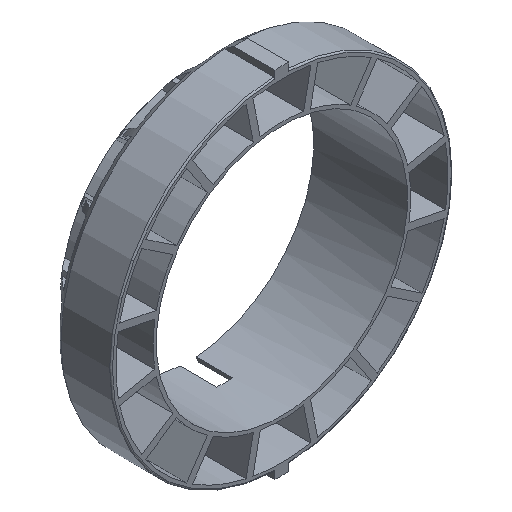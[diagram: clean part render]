
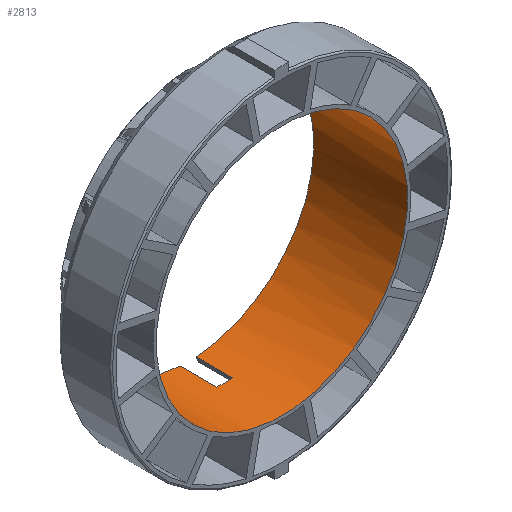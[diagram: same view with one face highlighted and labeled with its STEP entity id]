
A CAD part, isometric view. The second image highlights one B-rep face of the part: STEP entity #2813.
In plain terms, the highlighted cylindrical face has radius 27 mm (diameter 54 mm), a full revolution.
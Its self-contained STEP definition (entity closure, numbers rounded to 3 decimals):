
#267=LINE('',#4909,#484);
#268=LINE('',#4915,#485);
#271=LINE('',#4924,#488);
#276=LINE('',#4936,#493);
#283=LINE('',#4963,#500);
#484=VECTOR('',#3939,10.);
#485=VECTOR('',#3944,10.);
#488=VECTOR('',#3955,10.);
#493=VECTOR('',#3964,10.);
#500=VECTOR('',#4007,26.8);
#569=CYLINDRICAL_SURFACE('',#3166,27.);
#686=FACE_OUTER_BOUND('',#837,.T.);
#837=EDGE_LOOP('',(#2443,#2444,#2445,#2446,#2447,#2448,#2449,#2450,#2451,
#2452,#2453,#2454));
#892=CIRCLE('',#2887,27.);
#1031=CIRCLE('',#3058,27.);
#1032=CIRCLE('',#3059,27.);
#1080=CIRCLE('',#3146,27.);
#1082=CIRCLE('',#3151,27.);
#1088=CIRCLE('',#3167,27.);
#1126=VERTEX_POINT('',#4236);
#1313=VERTEX_POINT('',#4681);
#1314=VERTEX_POINT('',#4683);
#1315=VERTEX_POINT('',#4685);
#1381=VERTEX_POINT('',#4907);
#1382=VERTEX_POINT('',#4911);
#1384=VERTEX_POINT('',#4914);
#1386=VERTEX_POINT('',#4923);
#1389=VERTEX_POINT('',#4930);
#1391=VERTEX_POINT('',#4934);
#1424=EDGE_CURVE('',#1126,#1126,#892,.T.);
#1651=EDGE_CURVE('',#1314,#1313,#1031,.T.);
#1652=EDGE_CURVE('',#1315,#1314,#1032,.T.);
#1772=EDGE_CURVE('',#1313,#1381,#267,.F.);
#1774=EDGE_CURVE('',#1384,#1382,#268,.F.);
#1778=EDGE_CURVE('',#1381,#1384,#1080,.F.);
#1779=EDGE_CURVE('',#1386,#1315,#271,.F.);
#1785=EDGE_CURVE('',#1389,#1391,#276,.F.);
#1786=EDGE_CURVE('',#1391,#1386,#1082,.F.);
#1798=EDGE_CURVE('',#1382,#1389,#1088,.T.);
#1799=EDGE_CURVE('',#1314,#1126,#283,.T.);
#2443=ORIENTED_EDGE('',*,*,#1774,.T.);
#2444=ORIENTED_EDGE('',*,*,#1798,.T.);
#2445=ORIENTED_EDGE('',*,*,#1785,.T.);
#2446=ORIENTED_EDGE('',*,*,#1786,.T.);
#2447=ORIENTED_EDGE('',*,*,#1779,.T.);
#2448=ORIENTED_EDGE('',*,*,#1652,.T.);
#2449=ORIENTED_EDGE('',*,*,#1799,.T.);
#2450=ORIENTED_EDGE('',*,*,#1424,.F.);
#2451=ORIENTED_EDGE('',*,*,#1799,.F.);
#2452=ORIENTED_EDGE('',*,*,#1651,.T.);
#2453=ORIENTED_EDGE('',*,*,#1772,.T.);
#2454=ORIENTED_EDGE('',*,*,#1778,.T.);
#2813=ADVANCED_FACE('',(#686),#569,.F.);
#2887=AXIS2_PLACEMENT_3D('',#4237,#3267,#3268);
#3058=AXIS2_PLACEMENT_3D('',#4684,#3697,#3698);
#3059=AXIS2_PLACEMENT_3D('',#4686,#3699,#3700);
#3146=AXIS2_PLACEMENT_3D('',#4921,#3951,#3952);
#3151=AXIS2_PLACEMENT_3D('',#4938,#3967,#3968);
#3166=AXIS2_PLACEMENT_3D('',#4961,#4003,#4004);
#3167=AXIS2_PLACEMENT_3D('',#4962,#4005,#4006);
#3267=DIRECTION('center_axis',(0.,1.,0.));
#3268=DIRECTION('ref_axis',(-0.707,0.,-0.707));
#3697=DIRECTION('center_axis',(0.,1.,0.));
#3698=DIRECTION('ref_axis',(-0.707,0.,-0.707));
#3699=DIRECTION('center_axis',(0.,1.,0.));
#3700=DIRECTION('ref_axis',(-0.707,0.,-0.707));
#3939=DIRECTION('',(0.,1.,0.));
#3944=DIRECTION('',(0.,-1.,0.));
#3951=DIRECTION('center_axis',(0.,-1.,0.));
#3952=DIRECTION('ref_axis',(-0.707,0.,-0.707));
#3955=DIRECTION('',(0.,-1.,0.));
#3964=DIRECTION('',(0.,1.,0.));
#3967=DIRECTION('center_axis',(0.,-1.,0.));
#3968=DIRECTION('ref_axis',(-0.707,0.,-0.707));
#4003=DIRECTION('center_axis',(0.,1.,0.));
#4004=DIRECTION('ref_axis',(-0.707,0.,-0.707));
#4005=DIRECTION('center_axis',(0.,1.,0.));
#4006=DIRECTION('ref_axis',(-0.707,0.,-0.707));
#4007=DIRECTION('',(0.,-1.,0.));
#4236=CARTESIAN_POINT('',(19.092,17.5,19.092));
#4237=CARTESIAN_POINT('Origin',(0.,17.5,0.));
#4681=CARTESIAN_POINT('',(1.7,37.643,-26.946));
#4683=CARTESIAN_POINT('',(19.092,37.643,19.092));
#4684=CARTESIAN_POINT('Origin',(0.,37.643,0.));
#4685=CARTESIAN_POINT('',(1.7,37.643,26.946));
#4686=CARTESIAN_POINT('Origin',(0.,37.643,0.));
#4907=CARTESIAN_POINT('',(1.7,29.8,-26.946));
#4909=CARTESIAN_POINT('',(1.7,17.5,-26.946));
#4911=CARTESIAN_POINT('',(-1.7,37.643,-26.946));
#4914=CARTESIAN_POINT('',(-1.7,29.8,-26.946));
#4915=CARTESIAN_POINT('',(-1.7,17.5,-26.946));
#4921=CARTESIAN_POINT('Origin',(0.,29.8,0.));
#4923=CARTESIAN_POINT('',(1.7,29.8,26.946));
#4924=CARTESIAN_POINT('',(1.7,17.5,26.946));
#4930=CARTESIAN_POINT('',(-1.7,37.643,26.946));
#4934=CARTESIAN_POINT('',(-1.7,29.8,26.946));
#4936=CARTESIAN_POINT('',(-1.7,17.5,26.946));
#4938=CARTESIAN_POINT('Origin',(0.,29.8,0.));
#4961=CARTESIAN_POINT('Origin',(0.,17.5,0.));
#4962=CARTESIAN_POINT('Origin',(0.,37.643,0.));
#4963=CARTESIAN_POINT('',(19.092,17.5,19.092));
